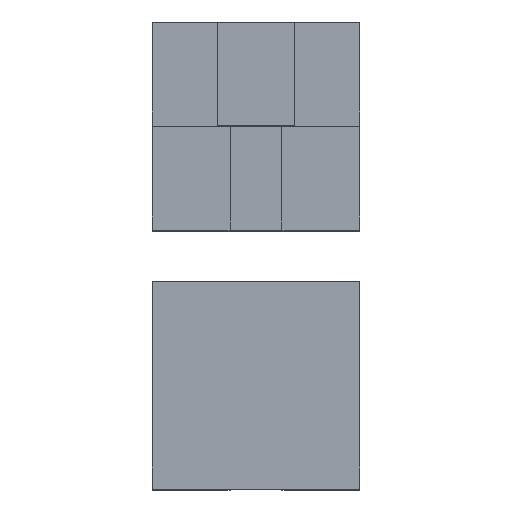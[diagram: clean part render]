
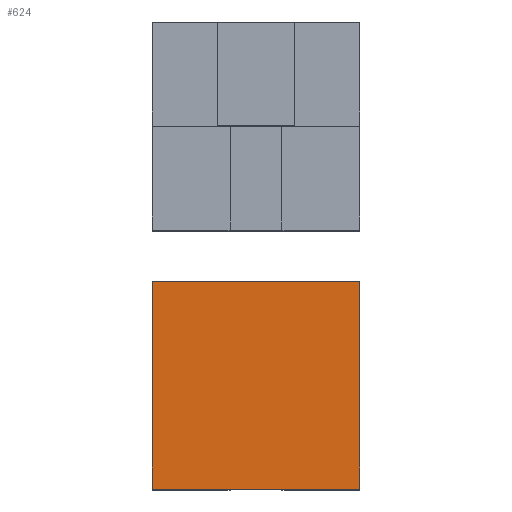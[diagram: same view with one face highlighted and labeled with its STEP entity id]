
A CAD part, top view. The second image highlights one B-rep face of the part: STEP entity #624.
In plain terms, the highlighted planar face has unit normal (0, 0, 1).
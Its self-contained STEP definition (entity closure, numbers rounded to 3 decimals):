
#44=FACE_OUTER_BOUND('',#80,.T.);
#80=EDGE_LOOP('',(#483,#484,#485,#486));
#116=LINE('',#915,#200);
#130=LINE('',#941,#214);
#138=LINE('',#957,#222);
#139=LINE('',#959,#223);
#200=VECTOR('',#744,10.);
#214=VECTOR('',#768,10.);
#222=VECTOR('',#782,10.);
#223=VECTOR('',#785,10.);
#279=VERTEX_POINT('',#913);
#280=VERTEX_POINT('',#914);
#287=VERTEX_POINT('',#939);
#292=VERTEX_POINT('',#955);
#336=EDGE_CURVE('',#279,#280,#116,.T.);
#350=EDGE_CURVE('',#279,#287,#130,.T.);
#358=EDGE_CURVE('',#292,#287,#138,.T.);
#359=EDGE_CURVE('',#280,#292,#139,.T.);
#483=ORIENTED_EDGE('',*,*,#358,.F.);
#484=ORIENTED_EDGE('',*,*,#359,.F.);
#485=ORIENTED_EDGE('',*,*,#336,.F.);
#486=ORIENTED_EDGE('',*,*,#350,.T.);
#588=PLANE('',#687);
#624=ADVANCED_FACE('',(#44),#588,.F.);
#687=AXIS2_PLACEMENT_3D('',#962,#789,#790);
#744=DIRECTION('',(1.,0.,0.));
#768=DIRECTION('',(0.,-1.,0.));
#782=DIRECTION('',(-1.,0.,0.));
#785=DIRECTION('',(0.,-1.,0.));
#789=DIRECTION('center_axis',(0.,0.,-1.));
#790=DIRECTION('ref_axis',(0.,1.,0.));
#913=CARTESIAN_POINT('',(0.,120.,300.));
#914=CARTESIAN_POINT('',(120.,120.,300.));
#915=CARTESIAN_POINT('',(60.,120.,300.));
#939=CARTESIAN_POINT('',(0.,0.,300.));
#941=CARTESIAN_POINT('',(0.,60.,300.));
#955=CARTESIAN_POINT('',(120.,0.,300.));
#957=CARTESIAN_POINT('',(60.,0.,300.));
#959=CARTESIAN_POINT('',(120.,60.,300.));
#962=CARTESIAN_POINT('Origin',(60.,60.,300.));
